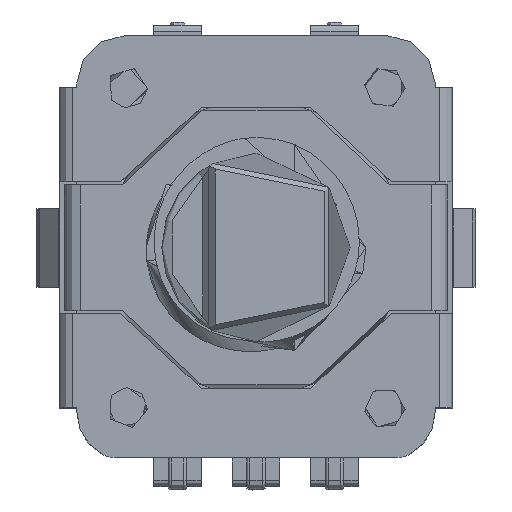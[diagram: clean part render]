
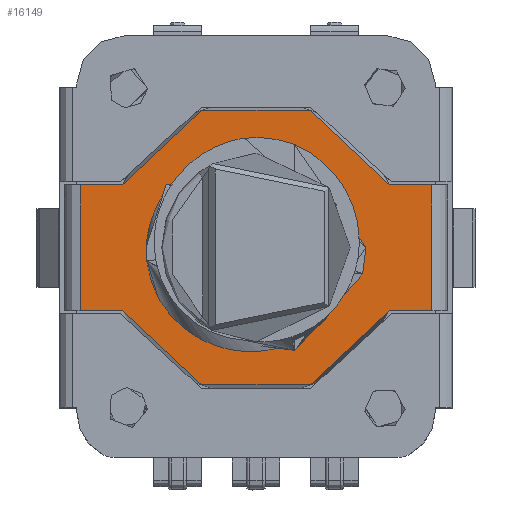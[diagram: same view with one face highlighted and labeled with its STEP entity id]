
A CAD part, top view. The second image highlights one B-rep face of the part: STEP entity #16149.
In plain terms, the highlighted face is planar.
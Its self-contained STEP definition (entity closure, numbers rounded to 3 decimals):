
#567=LINE('',#28779,#2325);
#569=LINE('',#28785,#2327);
#573=LINE('',#28793,#2331);
#574=LINE('',#28797,#2332);
#575=LINE('',#28799,#2333);
#576=LINE('',#28801,#2334);
#2325=VECTOR('',#18834,4.);
#2327=VECTOR('',#18840,1.347);
#2331=VECTOR('',#18846,1.347);
#2332=VECTOR('',#18849,1.347);
#2333=VECTOR('',#18850,4.);
#2334=VECTOR('',#18851,1.347);
#4319=PLANE('',#17136);
#4999=FACE_OUTER_BOUND('',#5912,.T.);
#5912=EDGE_LOOP('',(#11914,#11915,#11916,#11917,#11918,#11919,#11920,#11921));
#6722=CIRCLE('',#17137,4.7);
#6723=CIRCLE('',#17138,4.7);
#7318=VERTEX_POINT('',#28776);
#7319=VERTEX_POINT('',#28778);
#7321=VERTEX_POINT('',#28784);
#7324=VERTEX_POINT('',#28792);
#7325=VERTEX_POINT('',#28794);
#7326=VERTEX_POINT('',#28796);
#7327=VERTEX_POINT('',#28798);
#7328=VERTEX_POINT('',#28800);
#9063=EDGE_CURVE('',#7318,#7319,#567,.T.);
#9066=EDGE_CURVE('',#7321,#7319,#569,.T.);
#9070=EDGE_CURVE('',#7318,#7324,#573,.T.);
#9071=EDGE_CURVE('',#7324,#7325,#6722,.T.);
#9072=EDGE_CURVE('',#7325,#7326,#574,.T.);
#9073=EDGE_CURVE('',#7327,#7326,#575,.T.);
#9074=EDGE_CURVE('',#7327,#7328,#576,.T.);
#9075=EDGE_CURVE('',#7328,#7321,#6723,.T.);
#11914=ORIENTED_EDGE('',*,*,#9063,.F.);
#11915=ORIENTED_EDGE('',*,*,#9070,.T.);
#11916=ORIENTED_EDGE('',*,*,#9071,.T.);
#11917=ORIENTED_EDGE('',*,*,#9072,.T.);
#11918=ORIENTED_EDGE('',*,*,#9073,.F.);
#11919=ORIENTED_EDGE('',*,*,#9074,.T.);
#11920=ORIENTED_EDGE('',*,*,#9075,.T.);
#11921=ORIENTED_EDGE('',*,*,#9066,.T.);
#16149=ADVANCED_FACE('',(#4999),#4319,.T.);
#17136=AXIS2_PLACEMENT_3D('',#28791,#18844,#18845);
#17137=AXIS2_PLACEMENT_3D('',#28795,#18847,#18848);
#17138=AXIS2_PLACEMENT_3D('',#28802,#18852,#18853);
#18834=DIRECTION('',(0.,0.,1.));
#18840=DIRECTION('',(1.,0.,0.));
#18844=DIRECTION('center_axis',(0.,1.,0.));
#18845=DIRECTION('ref_axis',(0.,0.,1.));
#18846=DIRECTION('',(-1.,0.,0.));
#18847=DIRECTION('center_axis',(0.,1.,0.));
#18848=DIRECTION('ref_axis',(-1.,0.,0.));
#18849=DIRECTION('',(-1.,0.,0.));
#18850=DIRECTION('',(0.,0.,-1.));
#18851=DIRECTION('',(1.,0.,0.));
#18852=DIRECTION('center_axis',(0.,1.,0.));
#18853=DIRECTION('ref_axis',(-1.,0.,0.));
#28776=CARTESIAN_POINT('',(5.6,1.4,-2.));
#28778=CARTESIAN_POINT('',(5.6,1.4,2.));
#28779=CARTESIAN_POINT('',(5.6,1.4,0.));
#28784=CARTESIAN_POINT('',(4.253,1.4,2.));
#28785=CARTESIAN_POINT('',(6.1,1.4,2.));
#28791=CARTESIAN_POINT('Origin',(0.,1.4,0.));
#28792=CARTESIAN_POINT('',(4.253,1.4,-2.));
#28793=CARTESIAN_POINT('',(-6.1,1.4,-2.));
#28794=CARTESIAN_POINT('',(-4.253,1.4,-2.));
#28795=CARTESIAN_POINT('Origin',(0.,1.4,0.));
#28796=CARTESIAN_POINT('',(-5.6,1.4,-2.));
#28797=CARTESIAN_POINT('',(-6.1,1.4,-2.));
#28798=CARTESIAN_POINT('',(-5.6,1.4,2.));
#28799=CARTESIAN_POINT('',(-5.6,1.4,0.));
#28800=CARTESIAN_POINT('',(-4.253,1.4,2.));
#28801=CARTESIAN_POINT('',(6.1,1.4,2.));
#28802=CARTESIAN_POINT('Origin',(0.,1.4,0.));
